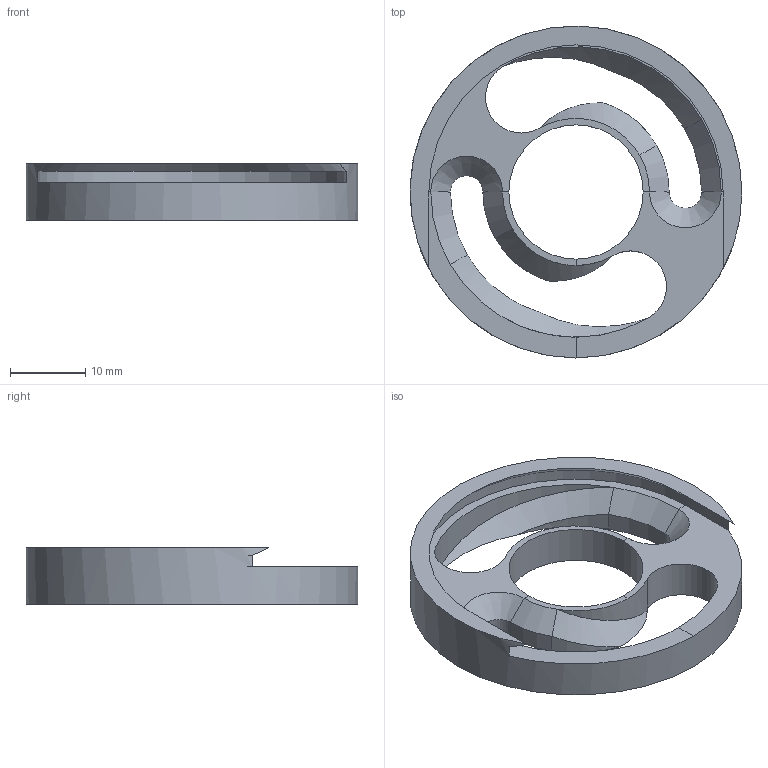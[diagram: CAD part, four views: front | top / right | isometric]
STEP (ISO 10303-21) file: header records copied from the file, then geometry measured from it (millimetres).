
FILE_DESCRIPTION(('FreeCAD Model'),'2;1');
FILE_NAME('Open CASCADE Shape Model','2024-04-28T01:01:34',(''),(''), 'Open CASCADE STEP processor 7.6','FreeCAD','Unknown');
FILE_SCHEMA(('AUTOMOTIVE_DESIGN { 1 0 10303 214 1 1 1 1 }'));
Length unit declared in the file: millimetre
Products named in the file (1): Body
Bounding box: 44 x 44 x 7.5 mm (x, y, z)
Volume: 3943.1 mm3; surface area: 3896.9 mm2
Topology: 1 solids, 1 shells, 44 faces, 106 edges, 61 vertices
Faces by surface type: plane 14, bspline 12, cylinder 11, cone 7
Full cylindrical faces by diameter (mm): 17.8 x1, 44 x1
Entity records: 1936 total; most frequent: CARTESIAN_POINT 952, ORIENTED_EDGE 212, DIRECTION 180, EDGE_CURVE 106, AXIS2_PLACEMENT_3D 69, VERTEX_POINT 61, FACE_BOUND 47, EDGE_LOOP 47
